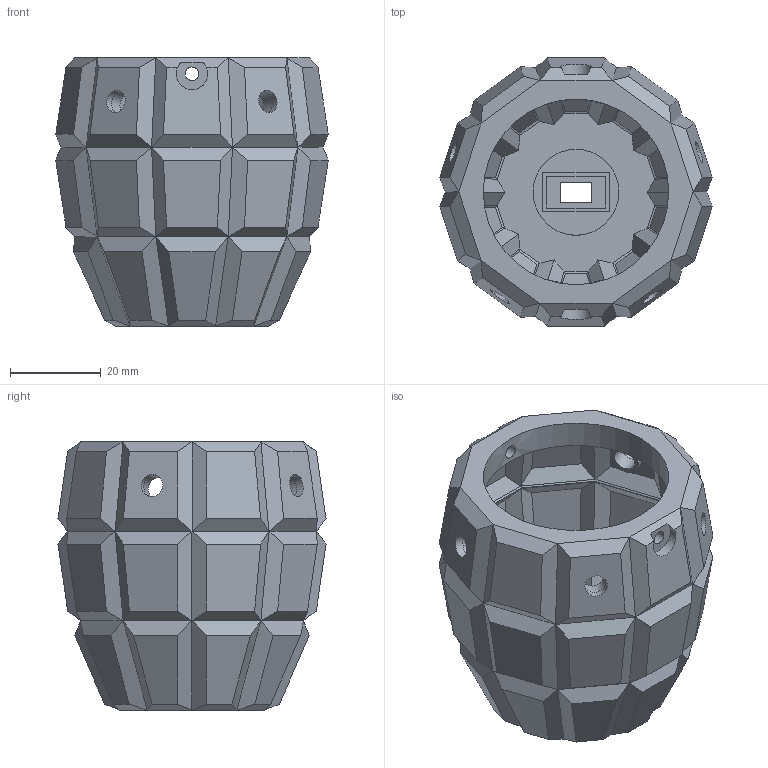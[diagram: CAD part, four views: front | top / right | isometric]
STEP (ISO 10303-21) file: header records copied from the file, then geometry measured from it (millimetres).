
FILE_DESCRIPTION(/* description */ (''),/* implementation_level */ '2;1');
FILE_NAME(/* name */ 'Lower_Body.step',/* time_stamp */ '2021-01-31T15:05:53+02:00',/* author */ (''),/* organization */ (''),/* preprocessor_version */ 'ST-DEVELOPER v18.1',/* originating_system */ 'Autodesk Translation Framework v9.7.1.1290',/* authorisation */ '');
FILE_SCHEMA (('AUTOMOTIVE_DESIGN { 1 0 10303 214 3 1 1 }'));
Products named in the file (1): Lower_Body
Bounding box: 60.23 x 59.23 x 59.25 mm (x, y, z)
Volume: 25458.5 mm3; surface area: 27156.4 mm2
Topology: 1 solids, 1 shells, 415 faces, 884 edges, 482 vertices
Faces by surface type: plane 299, bspline 92, cylinder 24
Full cylindrical faces by diameter (mm): 1.5 x1, 3 x2, 5 x8, 7 x4, 14 x1, 19 x1, 41 x1
Entity records: 151065 total; most frequent: CARTESIAN_POINT 142552, ORIENTED_EDGE 1768, DIRECTION 1572, EDGE_CURVE 884, LINE 780, VECTOR 780, VERTEX_POINT 482, EDGE_LOOP 440
